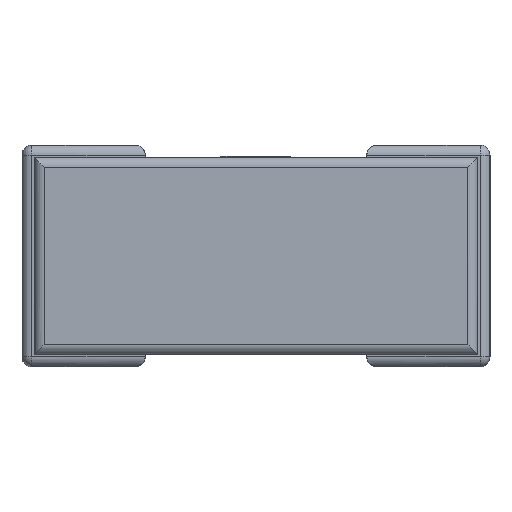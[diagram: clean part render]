
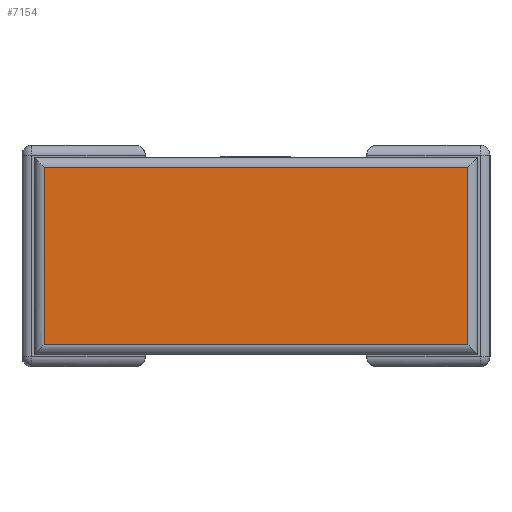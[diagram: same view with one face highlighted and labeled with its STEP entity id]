
A CAD part, left-side view. The second image highlights one B-rep face of the part: STEP entity #7154.
In plain terms, the highlighted planar face has unit normal (-1, 0, 0).
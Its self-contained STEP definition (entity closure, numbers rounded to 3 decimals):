
#311 = EDGE_CURVE ( 'NONE', #8958, #3230, #7552, .T. ) ;
#635 = CARTESIAN_POINT ( 'NONE',  ( 0., 1.76, 0.8 ) ) ;
#1586 = DIRECTION ( 'NONE',  ( 0., 0., -1. ) ) ;
#2215 = PLANE ( 'NONE',  #5139 ) ;
#2302 = LINE ( 'NONE', #4381, #7353 ) ;
#2346 = LINE ( 'NONE', #635, #5637 ) ;
#2388 = ORIENTED_EDGE ( 'NONE', *, *, #6696, .T. ) ;
#2669 = ORIENTED_EDGE ( 'NONE', *, *, #4025, .T. ) ;
#2691 = ORIENTED_EDGE ( 'NONE', *, *, #311, .T. ) ;
#2715 = DIRECTION ( 'NONE',  ( 0., 1., 0. ) ) ;
#2939 = VECTOR ( 'NONE', #2715, 1000. ) ;
#3162 = CARTESIAN_POINT ( 'NONE',  ( 0., 0., 0.8 ) ) ;
#3230 = VERTEX_POINT ( 'NONE', #9515 ) ;
#3868 = VECTOR ( 'NONE', #7450, 1000. ) ;
#4025 = EDGE_CURVE ( 'NONE', #6251, #8958, #10539, .T. ) ;
#4076 = DIRECTION ( 'NONE',  ( -1., 0., 0. ) ) ;
#4381 = CARTESIAN_POINT ( 'NONE',  ( 0., 0., 0.04 ) ) ;
#4447 = EDGE_CURVE ( 'NONE', #3230, #9953, #2346, .T. ) ;
#4963 = DIRECTION ( 'NONE',  ( 0., 0., 1. ) ) ;
#5114 = CARTESIAN_POINT ( 'NONE',  ( 0., 0.04, 0.76 ) ) ;
#5139 = AXIS2_PLACEMENT_3D ( 'NONE', #3162, #4076, #4963 ) ;
#5582 = CARTESIAN_POINT ( 'NONE',  ( 0., 0.04, 0.8 ) ) ;
#5637 = VECTOR ( 'NONE', #1586, 1000. ) ;
#6188 = CARTESIAN_POINT ( 'NONE',  ( 0., 0., 0.76 ) ) ;
#6251 = VERTEX_POINT ( 'NONE', #9701 ) ;
#6668 = CARTESIAN_POINT ( 'NONE',  ( 0., 1.76, 0.04 ) ) ;
#6696 = EDGE_CURVE ( 'NONE', #9953, #6251, #2302, .T. ) ;
#7154 = ADVANCED_FACE ( 'NONE', ( #10453 ), #2215, .T. ) ;
#7353 = VECTOR ( 'NONE', #11204, 1000. ) ;
#7450 = DIRECTION ( 'NONE',  ( 0., 0., 1. ) ) ;
#7552 = LINE ( 'NONE', #6188, #2939 ) ;
#8958 = VERTEX_POINT ( 'NONE', #5114 ) ;
#9514 = EDGE_LOOP ( 'NONE', ( #2691, #11209, #2388, #2669 ) ) ;
#9515 = CARTESIAN_POINT ( 'NONE',  ( 0., 1.76, 0.76 ) ) ;
#9701 = CARTESIAN_POINT ( 'NONE',  ( 0., 0.04, 0.04 ) ) ;
#9953 = VERTEX_POINT ( 'NONE', #6668 ) ;
#10453 = FACE_OUTER_BOUND ( 'NONE', #9514, .T. ) ;
#10539 = LINE ( 'NONE', #5582, #3868 ) ;
#11204 = DIRECTION ( 'NONE',  ( 0., -1., 0. ) ) ;
#11209 = ORIENTED_EDGE ( 'NONE', *, *, #4447, .T. ) ;
